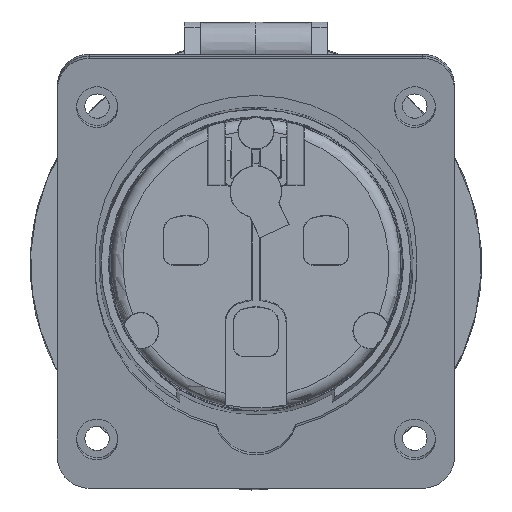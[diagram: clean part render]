
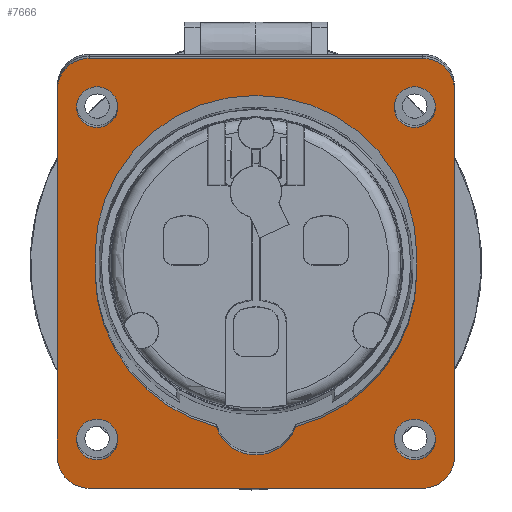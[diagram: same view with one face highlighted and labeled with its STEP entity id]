
A CAD part, front view. The second image highlights one B-rep face of the part: STEP entity #7666.
In plain terms, the highlighted planar face has unit normal (0, -0.985, -0.174).
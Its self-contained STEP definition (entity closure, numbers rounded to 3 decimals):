
#180=DIRECTION('',(0.,-0.174,0.985));
#181=VECTOR('',#180,5.);
#182=CARTESIAN_POINT('',(40.5,42.349,-2.294));
#183=LINE('',#182,#181);
#192=DIRECTION('',(0.,0.174,-0.985));
#193=VECTOR('',#192,5.);
#194=CARTESIAN_POINT('',(-40.5,41.48,2.63));
#195=LINE('',#194,#193);
#196=DIRECTION('',(1.,0.,0.));
#197=VECTOR('',#196,84.);
#198=CARTESIAN_POINT('',(-42.,51.899,-56.459));
#199=LINE('',#198,#197);
#200=CARTESIAN_POINT('',(-42.,50.51,-48.58));
#201=DIRECTION('',(0.,-0.985,-0.174));
#202=DIRECTION('',(-1.,0.,0.));
#203=AXIS2_PLACEMENT_3D('',#200,#201,#202);
#205=DIRECTION('',(0.,0.174,-0.985));
#206=VECTOR('',#205,94.);
#207=CARTESIAN_POINT('',(-50.,34.187,43.992));
#208=LINE('',#207,#206);
#209=CARTESIAN_POINT('',(-42.,34.187,43.992));
#210=DIRECTION('',(0.,-0.985,-0.174));
#211=DIRECTION('',(0.,-0.174,0.985));
#212=AXIS2_PLACEMENT_3D('',#209,#210,#211);
#214=DIRECTION('',(-1.,0.,0.));
#215=VECTOR('',#214,84.);
#216=CARTESIAN_POINT('',(42.,32.798,51.87));
#217=LINE('',#216,#215);
#218=CARTESIAN_POINT('',(42.,34.187,43.992));
#219=DIRECTION('',(0.,-0.985,-0.174));
#220=DIRECTION('',(1.,0.,0.));
#221=AXIS2_PLACEMENT_3D('',#218,#219,#220);
#223=DIRECTION('',(0.,-0.174,0.985));
#224=VECTOR('',#223,94.);
#225=CARTESIAN_POINT('',(50.,50.51,-48.58));
#226=LINE('',#225,#224);
#227=CARTESIAN_POINT('',(42.,50.51,-48.58));
#228=DIRECTION('',(0.,-0.985,-0.174));
#229=DIRECTION('',(0.,0.174,-0.985));
#230=AXIS2_PLACEMENT_3D('',#227,#228,#229);
#232=CARTESIAN_POINT('',(0.,48.6,
-37.747));
#233=DIRECTION('',(0.,0.985,0.174));
#234=DIRECTION('',(0.951,0.054,-0.305));
#235=AXIS2_PLACEMENT_3D('',#232,#233,#234);
#237=CARTESIAN_POINT('',(0.,42.349,
-2.294));
#238=DIRECTION('',(0.,0.985,0.174));
#239=DIRECTION('',(1.,0.,0.));
#240=AXIS2_PLACEMENT_3D('',#237,#238,#239);
#242=CARTESIAN_POINT('',(0.,41.48,2.63));
#243=DIRECTION('',(0.,0.985,0.174));
#244=DIRECTION('',(-1.,0.,0.));
#245=AXIS2_PLACEMENT_3D('',#242,#243,#244);
#247=CARTESIAN_POINT('',(0.,42.349,
-2.294));
#248=DIRECTION('',(0.,0.985,0.174));
#249=DIRECTION('',(-0.247,0.168,-0.954));
#250=AXIS2_PLACEMENT_3D('',#247,#248,#249);
#252=CARTESIAN_POINT('',(-40.,49.729,-44.149));
#253=DIRECTION('',(0.,0.985,0.174));
#254=DIRECTION('',(-1.,0.,0.));
#255=AXIS2_PLACEMENT_3D('',#252,#253,#254);
#257=CARTESIAN_POINT('',(-40.,49.729,-44.149));
#258=DIRECTION('',(0.,0.985,0.174));
#259=DIRECTION('',(1.,0.,0.));
#260=AXIS2_PLACEMENT_3D('',#257,#258,#259);
#262=CARTESIAN_POINT('',(-40.,34.969,39.56));
#263=DIRECTION('',(0.,0.985,0.174));
#264=DIRECTION('',(-1.,0.,0.));
#265=AXIS2_PLACEMENT_3D('',#262,#263,#264);
#267=CARTESIAN_POINT('',(-40.,34.969,39.56));
#268=DIRECTION('',(0.,0.985,0.174));
#269=DIRECTION('',(1.,0.,0.));
#270=AXIS2_PLACEMENT_3D('',#267,#268,#269);
#272=CARTESIAN_POINT('',(40.,49.729,-44.149));
#273=DIRECTION('',(0.,0.985,0.174));
#274=DIRECTION('',(1.,0.,0.));
#275=AXIS2_PLACEMENT_3D('',#272,#273,#274);
#277=CARTESIAN_POINT('',(40.,49.729,-44.149));
#278=DIRECTION('',(0.,0.985,0.174));
#279=DIRECTION('',(-1.,0.,0.));
#280=AXIS2_PLACEMENT_3D('',#277,#278,#279);
#282=CARTESIAN_POINT('',(40.,34.969,39.56));
#283=DIRECTION('',(0.,0.985,0.174));
#284=DIRECTION('',(1.,0.,0.));
#285=AXIS2_PLACEMENT_3D('',#282,#283,#284);
#287=CARTESIAN_POINT('',(40.,34.969,39.56));
#288=DIRECTION('',(0.,0.985,0.174));
#289=DIRECTION('',(-1.,0.,0.));
#290=AXIS2_PLACEMENT_3D('',#287,#288,#289);
#7269=CARTESIAN_POINT('',(-50.,50.51,-48.58));
#7270=CARTESIAN_POINT('',(-42.,51.899,-56.459));
#7271=VERTEX_POINT('',#7269);
#7272=VERTEX_POINT('',#7270);
#7273=CARTESIAN_POINT('',(-50.,34.187,43.992));
#7274=VERTEX_POINT('',#7273);
#7275=CARTESIAN_POINT('',(-42.,32.798,51.87));
#7276=VERTEX_POINT('',#7275);
#7279=CARTESIAN_POINT('',(42.,32.798,51.87));
#7280=VERTEX_POINT('',#7279);
#7283=CARTESIAN_POINT('',(50.,34.187,43.992));
#7284=VERTEX_POINT('',#7283);
#7285=CARTESIAN_POINT('',(50.,50.51,-48.58));
#7286=VERTEX_POINT('',#7285);
#7287=CARTESIAN_POINT('',(42.,51.899,-56.459));
#7288=VERTEX_POINT('',#7287);
#7289=CARTESIAN_POINT('',(-9.984,49.164,
-40.948));
#7290=CARTESIAN_POINT('',(-40.5,42.349,-2.294));
#7291=VERTEX_POINT('',#7289);
#7292=VERTEX_POINT('',#7290);
#7293=CARTESIAN_POINT('',(9.984,49.164,-40.948));
#7294=VERTEX_POINT('',#7293);
#7295=CARTESIAN_POINT('',(-40.5,41.48,2.63));
#7296=VERTEX_POINT('',#7295);
#7297=CARTESIAN_POINT('',(40.5,42.349,-2.294));
#7298=VERTEX_POINT('',#7297);
#7299=CARTESIAN_POINT('',(40.5,41.48,2.63));
#7300=VERTEX_POINT('',#7299);
#7301=CARTESIAN_POINT('',(-45.2,49.729,-44.149));
#7302=CARTESIAN_POINT('',(-34.8,49.729,-44.149));
#7303=VERTEX_POINT('',#7301);
#7304=VERTEX_POINT('',#7302);
#7305=CARTESIAN_POINT('',(-45.2,34.969,39.56));
#7306=CARTESIAN_POINT('',(-34.8,34.969,39.56));
#7307=VERTEX_POINT('',#7305);
#7308=VERTEX_POINT('',#7306);
#7309=CARTESIAN_POINT('',(45.2,49.729,-44.149));
#7310=CARTESIAN_POINT('',(34.8,49.729,-44.149));
#7311=VERTEX_POINT('',#7309);
#7312=VERTEX_POINT('',#7310);
#7313=CARTESIAN_POINT('',(45.2,34.969,39.56));
#7314=CARTESIAN_POINT('',(34.8,34.969,39.56));
#7315=VERTEX_POINT('',#7313);
#7316=VERTEX_POINT('',#7314);
#7611=CARTESIAN_POINT('',(0.,42.349,-2.294));
#7612=DIRECTION('',(0.,0.985,0.174));
#7613=DIRECTION('',(1.,0.,0.));
#7614=AXIS2_PLACEMENT_3D('',#7611,#7612,#7613);
#7615=PLANE('',#7614);
#7617=ORIENTED_EDGE('',*,*,#7616,.F.);
#7619=ORIENTED_EDGE('',*,*,#7618,.F.);
#7621=ORIENTED_EDGE('',*,*,#7620,.F.);
#7623=ORIENTED_EDGE('',*,*,#7622,.F.);
#7625=ORIENTED_EDGE('',*,*,#7624,.F.);
#7627=ORIENTED_EDGE('',*,*,#7626,.F.);
#7629=ORIENTED_EDGE('',*,*,#7628,.F.);
#7631=ORIENTED_EDGE('',*,*,#7630,.F.);
#7632=EDGE_LOOP('',(#7617,#7619,#7621,#7623,#7625,#7627,#7629,#7631));
#7633=FACE_OUTER_BOUND('',#7632,.F.);
#7634=ORIENTED_EDGE('',*,*,#7550,.F.);
#7635=ORIENTED_EDGE('',*,*,#7564,.F.);
#7636=ORIENTED_EDGE('',*,*,#7578,.T.);
#7637=ORIENTED_EDGE('',*,*,#7592,.F.);
#7638=ORIENTED_EDGE('',*,*,#7605,.T.);
#7639=ORIENTED_EDGE('',*,*,#7535,.F.);
#7640=EDGE_LOOP('',(#7634,#7635,#7636,#7637,#7638,#7639));
#7641=FACE_BOUND('',#7640,.F.);
#7643=ORIENTED_EDGE('',*,*,#7642,.F.);
#7645=ORIENTED_EDGE('',*,*,#7644,.F.);
#7646=EDGE_LOOP('',(#7643,#7645));
#7647=FACE_BOUND('',#7646,.F.);
#7649=ORIENTED_EDGE('',*,*,#7648,.F.);
#7651=ORIENTED_EDGE('',*,*,#7650,.F.);
#7652=EDGE_LOOP('',(#7649,#7651));
#7653=FACE_BOUND('',#7652,.F.);
#7655=ORIENTED_EDGE('',*,*,#7654,.F.);
#7657=ORIENTED_EDGE('',*,*,#7656,.F.);
#7658=EDGE_LOOP('',(#7655,#7657));
#7659=FACE_BOUND('',#7658,.F.);
#7661=ORIENTED_EDGE('',*,*,#7660,.F.);
#7663=ORIENTED_EDGE('',*,*,#7662,.F.);
#7664=EDGE_LOOP('',(#7661,#7663));
#7665=FACE_BOUND('',#7664,.F.);
#7666=ADVANCED_FACE('',(#7633,#7641,#7647,#7653,#7659,#7665),#7615,.F.);
#204=CIRCLE('',#203,8.);
#213=CIRCLE('',#212,8.);
#222=CIRCLE('',#221,8.);
#231=CIRCLE('',#230,8.);
#236=CIRCLE('',#235,10.5);
#241=CIRCLE('',#240,40.5);
#246=CIRCLE('',#245,40.5);
#251=CIRCLE('',#250,40.5);
#256=CIRCLE('',#255,5.2);
#261=CIRCLE('',#260,5.2);
#266=CIRCLE('',#265,5.2);
#271=CIRCLE('',#270,5.2);
#276=CIRCLE('',#275,5.2);
#281=CIRCLE('',#280,5.2);
#286=CIRCLE('',#285,5.2);
#291=CIRCLE('',#290,5.2);
#7535=EDGE_CURVE('',#7291,#7292,#251,.T.);
#7550=EDGE_CURVE('',#7294,#7291,#236,.T.);
#7564=EDGE_CURVE('',#7298,#7294,#241,.T.);
#7578=EDGE_CURVE('',#7298,#7300,#183,.T.);
#7592=EDGE_CURVE('',#7296,#7300,#246,.T.);
#7605=EDGE_CURVE('',#7296,#7292,#195,.T.);
#7616=EDGE_CURVE('',#7272,#7288,#199,.T.);
#7618=EDGE_CURVE('',#7271,#7272,#204,.T.);
#7620=EDGE_CURVE('',#7274,#7271,#208,.T.);
#7622=EDGE_CURVE('',#7276,#7274,#213,.T.);
#7624=EDGE_CURVE('',#7280,#7276,#217,.T.);
#7626=EDGE_CURVE('',#7284,#7280,#222,.T.);
#7628=EDGE_CURVE('',#7286,#7284,#226,.T.);
#7630=EDGE_CURVE('',#7288,#7286,#231,.T.);
#7642=EDGE_CURVE('',#7303,#7304,#256,.T.);
#7644=EDGE_CURVE('',#7304,#7303,#261,.T.);
#7648=EDGE_CURVE('',#7307,#7308,#266,.T.);
#7650=EDGE_CURVE('',#7308,#7307,#271,.T.);
#7654=EDGE_CURVE('',#7311,#7312,#276,.T.);
#7656=EDGE_CURVE('',#7312,#7311,#281,.T.);
#7660=EDGE_CURVE('',#7315,#7316,#286,.T.);
#7662=EDGE_CURVE('',#7316,#7315,#291,.T.);
